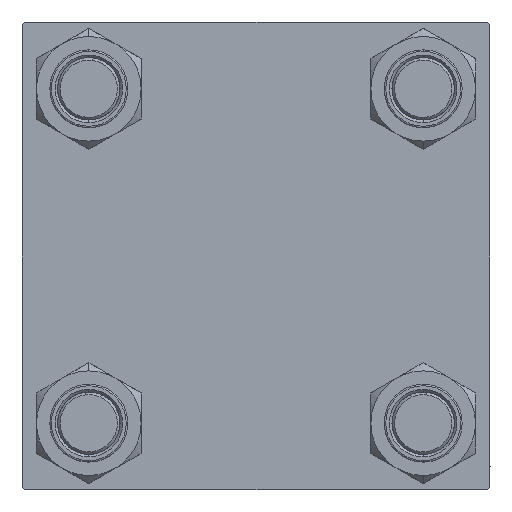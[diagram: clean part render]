
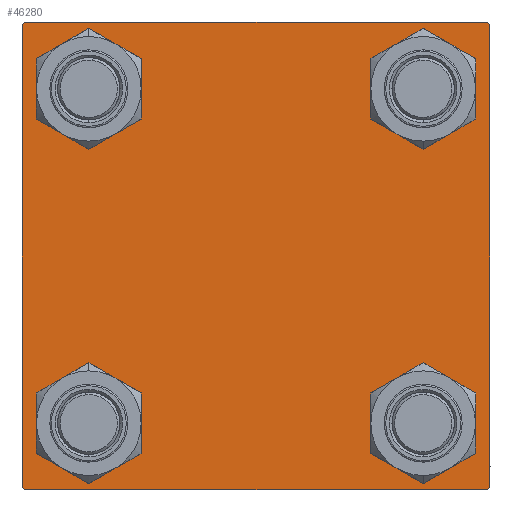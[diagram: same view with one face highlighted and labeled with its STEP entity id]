
A CAD part, left-side view. The second image highlights one B-rep face of the part: STEP entity #46280.
In plain terms, the highlighted planar face has unit normal (-1, 0, 0).
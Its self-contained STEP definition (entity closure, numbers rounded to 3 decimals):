
#401 = LINE ( 'NONE', #39602, #34866 ) ;
#595 = DIRECTION ( 'NONE',  ( 0., -1., 0. ) ) ;
#2490 = EDGE_LOOP ( 'NONE', ( #28518, #18362 ) ) ;
#2800 = CARTESIAN_POINT ( 'NONE',  ( 0., 45., 45. ) ) ;
#2811 = VERTEX_POINT ( 'NONE', #46684 ) ;
#3193 = LINE ( 'NONE', #11314, #23817 ) ;
#3894 = AXIS2_PLACEMENT_3D ( 'NONE', #8080, #35559, #4024 ) ;
#4024 = DIRECTION ( 'NONE',  ( 0., 0., 1. ) ) ;
#4471 = CIRCLE ( 'NONE', #38609, 6.5 ) ;
#4613 = EDGE_CURVE ( 'NONE', #20854, #38054, #3193, .T. ) ;
#4796 = CIRCLE ( 'NONE', #12079, 6.5 ) ;
#4884 = AXIS2_PLACEMENT_3D ( 'NONE', #46207, #26593, #50294 ) ;
#4892 = DIRECTION ( 'NONE',  ( 0., 0., 1. ) ) ;
#5173 = LINE ( 'NONE', #35204, #43540 ) ;
#6899 = EDGE_LOOP ( 'NONE', ( #23655, #9619 ) ) ;
#7647 = EDGE_LOOP ( 'NONE', ( #8678, #9051, #16549, #39449, #10217, #41959, #14879, #48571 ) ) ;
#7695 = CIRCLE ( 'NONE', #23142, 6.5 ) ;
#8018 = DIRECTION ( 'NONE',  ( 0., 0., 1. ) ) ;
#8080 = CARTESIAN_POINT ( 'NONE',  ( 0., 0., 0. ) ) ;
#8449 = VERTEX_POINT ( 'NONE', #37415 ) ;
#8640 = CARTESIAN_POINT ( 'NONE',  ( 0., -45., 45. ) ) ;
#8678 = ORIENTED_EDGE ( 'NONE', *, *, #4613, .T. ) ;
#8694 = EDGE_CURVE ( 'NONE', #38773, #17931, #11949, .T. ) ;
#9051 = ORIENTED_EDGE ( 'NONE', *, *, #36497, .T. ) ;
#9244 = AXIS2_PLACEMENT_3D ( 'NONE', #35321, #35583, #47558 ) ;
#9362 = VERTEX_POINT ( 'NONE', #32352 ) ;
#9619 = ORIENTED_EDGE ( 'NONE', *, *, #38056, .T. ) ;
#10148 = LINE ( 'NONE', #25425, #12522 ) ;
#10217 = ORIENTED_EDGE ( 'NONE', *, *, #8694, .F. ) ;
#10529 = CARTESIAN_POINT ( 'NONE',  ( 0., -45., -44.5 ) ) ;
#10702 = FACE_BOUND ( 'NONE', #35704, .T. ) ;
#11009 = VERTEX_POINT ( 'NONE', #50346 ) ;
#11314 = CARTESIAN_POINT ( 'NONE',  ( 0., 45., 45. ) ) ;
#11435 = EDGE_CURVE ( 'NONE', #9362, #12867, #30071, .T. ) ;
#11512 = VECTOR ( 'NONE', #37816, 1000. ) ;
#11949 = LINE ( 'NONE', #8640, #16310 ) ;
#12079 = AXIS2_PLACEMENT_3D ( 'NONE', #32506, #48061, #13167 ) ;
#12522 = VECTOR ( 'NONE', #17781, 1000. ) ;
#12701 = CIRCLE ( 'NONE', #14301, 6.5 ) ;
#12867 = VERTEX_POINT ( 'NONE', #20089 ) ;
#13167 = DIRECTION ( 'NONE',  ( 0., 0., 1. ) ) ;
#13507 = DIRECTION ( 'NONE',  ( 0., 0., 1. ) ) ;
#13508 = CARTESIAN_POINT ( 'NONE',  ( 0., -32.15, 25.65 ) ) ;
#13527 = EDGE_CURVE ( 'NONE', #13645, #36392, #30011, .T. ) ;
#13645 = VERTEX_POINT ( 'NONE', #15209 ) ;
#13956 = CARTESIAN_POINT ( 'NONE',  ( 0., 45., -44.5 ) ) ;
#13986 = DIRECTION ( 'NONE',  ( 0., -1., 0. ) ) ;
#14253 = CARTESIAN_POINT ( 'NONE',  ( 0., -44.5, 45. ) ) ;
#14301 = AXIS2_PLACEMENT_3D ( 'NONE', #20646, #40507, #13507 ) ;
#14385 = VERTEX_POINT ( 'NONE', #13508 ) ;
#14778 = PLANE ( 'NONE',  #3894 ) ;
#14879 = ORIENTED_EDGE ( 'NONE', *, *, #13527, .F. ) ;
#15209 = CARTESIAN_POINT ( 'NONE',  ( 0., 44.5, 45. ) ) ;
#15925 = DIRECTION ( 'NONE',  ( 0., -0.707, 0.707 ) ) ;
#15961 = FACE_BOUND ( 'NONE', #2490, .T. ) ;
#16000 = EDGE_CURVE ( 'NONE', #38773, #36392, #29926, .T. ) ;
#16310 = VECTOR ( 'NONE', #24162, 1000. ) ;
#16549 = ORIENTED_EDGE ( 'NONE', *, *, #40379, .T. ) ;
#16557 = ORIENTED_EDGE ( 'NONE', *, *, #27128, .T. ) ;
#16856 = CARTESIAN_POINT ( 'NONE',  ( 0., 44.5, -45. ) ) ;
#17781 = DIRECTION ( 'NONE',  ( 0., 0.707, -0.707 ) ) ;
#17931 = VERTEX_POINT ( 'NONE', #10529 ) ;
#18362 = ORIENTED_EDGE ( 'NONE', *, *, #43081, .T. ) ;
#20089 = CARTESIAN_POINT ( 'NONE',  ( 0., 32.15, 38.65 ) ) ;
#20295 = ORIENTED_EDGE ( 'NONE', *, *, #11435, .T. ) ;
#20646 = CARTESIAN_POINT ( 'NONE',  ( 0., 32.15, 32.15 ) ) ;
#20854 = VERTEX_POINT ( 'NONE', #23690 ) ;
#21085 = EDGE_CURVE ( 'NONE', #13645, #20854, #10148, .T. ) ;
#21261 = EDGE_CURVE ( 'NONE', #8449, #2811, #40182, .T. ) ;
#22111 = VERTEX_POINT ( 'NONE', #16856 ) ;
#22557 = CARTESIAN_POINT ( 'NONE',  ( 0., -44.75, 44.75 ) ) ;
#23049 = DIRECTION ( 'NONE',  ( 1., 0., 0. ) ) ;
#23142 = AXIS2_PLACEMENT_3D ( 'NONE', #26861, #23049, #42408 ) ;
#23295 = DIRECTION ( 'NONE',  ( 1., 0., 0. ) ) ;
#23430 = ORIENTED_EDGE ( 'NONE', *, *, #21261, .T. ) ;
#23473 = CARTESIAN_POINT ( 'NONE',  ( 0., -32.15, 32.15 ) ) ;
#23655 = ORIENTED_EDGE ( 'NONE', *, *, #50065, .T. ) ;
#23690 = CARTESIAN_POINT ( 'NONE',  ( 0., 45., 44.5 ) ) ;
#23817 = VECTOR ( 'NONE', #26842, 1000. ) ;
#24162 = DIRECTION ( 'NONE',  ( 0., 0., -1. ) ) ;
#25425 = CARTESIAN_POINT ( 'NONE',  ( 0., 44.75, 44.75 ) ) ;
#26446 = CIRCLE ( 'NONE', #29707, 6.5 ) ;
#26593 = DIRECTION ( 'NONE',  ( 1., 0., 0. ) ) ;
#26612 = CARTESIAN_POINT ( 'NONE',  ( 0., -32.15, 32.15 ) ) ;
#26842 = DIRECTION ( 'NONE',  ( 0., 0., -1. ) ) ;
#26861 = CARTESIAN_POINT ( 'NONE',  ( 0., 32.15, -32.15 ) ) ;
#27100 = EDGE_CURVE ( 'NONE', #42707, #14385, #4471, .T. ) ;
#27128 = EDGE_CURVE ( 'NONE', #2811, #8449, #7695, .T. ) ;
#27287 = DIRECTION ( 'NONE',  ( 1., 0., 0. ) ) ;
#27422 = FACE_OUTER_BOUND ( 'NONE', #7647, .T. ) ;
#28518 = ORIENTED_EDGE ( 'NONE', *, *, #27100, .T. ) ;
#28957 = CARTESIAN_POINT ( 'NONE',  ( 0., 44.75, -44.75 ) ) ;
#29707 = AXIS2_PLACEMENT_3D ( 'NONE', #42224, #45531, #30239 ) ;
#29926 = LINE ( 'NONE', #22557, #11512 ) ;
#30011 = LINE ( 'NONE', #2800, #37448 ) ;
#30071 = CIRCLE ( 'NONE', #4884, 6.5 ) ;
#30239 = DIRECTION ( 'NONE',  ( 0., 0., 1. ) ) ;
#30476 = VECTOR ( 'NONE', #44504, 1000. ) ;
#31480 = FACE_BOUND ( 'NONE', #6899, .T. ) ;
#32058 = CARTESIAN_POINT ( 'NONE',  ( 0., -45., 44.5 ) ) ;
#32352 = CARTESIAN_POINT ( 'NONE',  ( 0., 32.15, 25.65 ) ) ;
#32506 = CARTESIAN_POINT ( 'NONE',  ( 0., -32.15, -32.15 ) ) ;
#33149 = EDGE_LOOP ( 'NONE', ( #49652, #20295 ) ) ;
#34113 = FACE_BOUND ( 'NONE', #33149, .T. ) ;
#34866 = VECTOR ( 'NONE', #15925, 1000. ) ;
#35204 = CARTESIAN_POINT ( 'NONE',  ( 0., 45., -45. ) ) ;
#35321 = CARTESIAN_POINT ( 'NONE',  ( 0., 32.15, -32.15 ) ) ;
#35559 = DIRECTION ( 'NONE',  ( -1., 0., 0. ) ) ;
#35583 = DIRECTION ( 'NONE',  ( 1., 0., 0. ) ) ;
#35704 = EDGE_LOOP ( 'NONE', ( #16557, #23430 ) ) ;
#36392 = VERTEX_POINT ( 'NONE', #14253 ) ;
#36497 = EDGE_CURVE ( 'NONE', #38054, #22111, #48575, .T. ) ;
#37070 = CIRCLE ( 'NONE', #39529, 6.5 ) ;
#37415 = CARTESIAN_POINT ( 'NONE',  ( 0., 32.15, -38.65 ) ) ;
#37448 = VECTOR ( 'NONE', #13986, 1000. ) ;
#37816 = DIRECTION ( 'NONE',  ( 0., 0.707, 0.707 ) ) ;
#38054 = VERTEX_POINT ( 'NONE', #13956 ) ;
#38056 = EDGE_CURVE ( 'NONE', #40675, #11009, #26446, .T. ) ;
#38609 = AXIS2_PLACEMENT_3D ( 'NONE', #26612, #23295, #8018 ) ;
#38773 = VERTEX_POINT ( 'NONE', #32058 ) ;
#39449 = ORIENTED_EDGE ( 'NONE', *, *, #50193, .T. ) ;
#39529 = AXIS2_PLACEMENT_3D ( 'NONE', #23473, #27287, #4892 ) ;
#39559 = CARTESIAN_POINT ( 'NONE',  ( 0., -32.15, 38.65 ) ) ;
#39602 = CARTESIAN_POINT ( 'NONE',  ( 0., -44.75, -44.75 ) ) ;
#40182 = CIRCLE ( 'NONE', #9244, 6.5 ) ;
#40379 = EDGE_CURVE ( 'NONE', #22111, #43799, #5173, .T. ) ;
#40507 = DIRECTION ( 'NONE',  ( 1., 0., 0. ) ) ;
#40675 = VERTEX_POINT ( 'NONE', #43247 ) ;
#41959 = ORIENTED_EDGE ( 'NONE', *, *, #16000, .T. ) ;
#42224 = CARTESIAN_POINT ( 'NONE',  ( 0., -32.15, -32.15 ) ) ;
#42408 = DIRECTION ( 'NONE',  ( 0., 0., 1. ) ) ;
#42707 = VERTEX_POINT ( 'NONE', #39559 ) ;
#43081 = EDGE_CURVE ( 'NONE', #14385, #42707, #37070, .T. ) ;
#43247 = CARTESIAN_POINT ( 'NONE',  ( 0., -32.15, -38.65 ) ) ;
#43249 = EDGE_CURVE ( 'NONE', #12867, #9362, #12701, .T. ) ;
#43540 = VECTOR ( 'NONE', #595, 1000. ) ;
#43799 = VERTEX_POINT ( 'NONE', #49300 ) ;
#44504 = DIRECTION ( 'NONE',  ( 0., -0.707, -0.707 ) ) ;
#45531 = DIRECTION ( 'NONE',  ( 1., 0., 0. ) ) ;
#46207 = CARTESIAN_POINT ( 'NONE',  ( 0., 32.15, 32.15 ) ) ;
#46280 = ADVANCED_FACE ( 'NONE', ( #15961, #31480, #10702, #34113, #27422 ), #14778, .T. ) ;
#46684 = CARTESIAN_POINT ( 'NONE',  ( 0., 32.15, -25.65 ) ) ;
#47558 = DIRECTION ( 'NONE',  ( 0., 0., 1. ) ) ;
#48061 = DIRECTION ( 'NONE',  ( 1., 0., 0. ) ) ;
#48571 = ORIENTED_EDGE ( 'NONE', *, *, #21085, .T. ) ;
#48575 = LINE ( 'NONE', #28957, #30476 ) ;
#49300 = CARTESIAN_POINT ( 'NONE',  ( 0., -44.5, -45. ) ) ;
#49652 = ORIENTED_EDGE ( 'NONE', *, *, #43249, .T. ) ;
#50065 = EDGE_CURVE ( 'NONE', #11009, #40675, #4796, .T. ) ;
#50193 = EDGE_CURVE ( 'NONE', #43799, #17931, #401, .T. ) ;
#50294 = DIRECTION ( 'NONE',  ( 0., 0., 1. ) ) ;
#50346 = CARTESIAN_POINT ( 'NONE',  ( 0., -32.15, -25.65 ) ) ;
